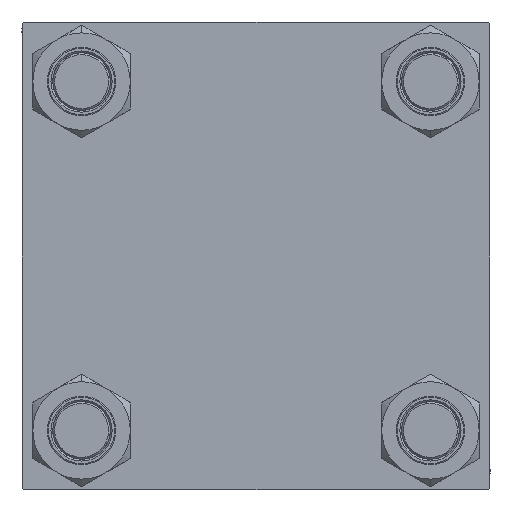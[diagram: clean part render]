
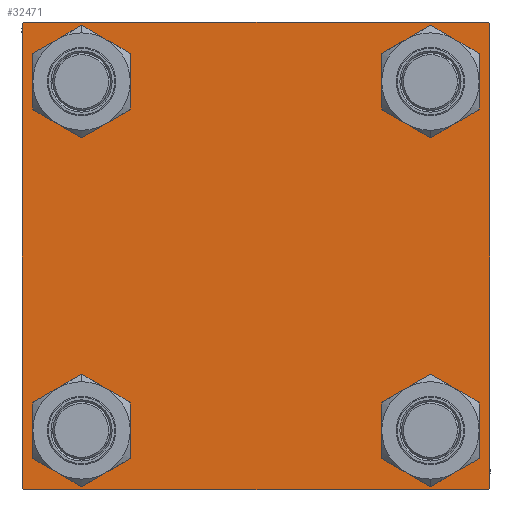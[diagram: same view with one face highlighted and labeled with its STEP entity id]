
A CAD part, left-side view. The second image highlights one B-rep face of the part: STEP entity #32471.
In plain terms, the highlighted planar face has unit normal (-1, 0, 0).
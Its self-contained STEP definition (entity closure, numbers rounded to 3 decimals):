
#194 = DIRECTION ( 'NONE',  ( 0., 0., 1. ) ) ;
#866 = ORIENTED_EDGE ( 'NONE', *, *, #37159, .T. ) ;
#1309 = CARTESIAN_POINT ( 'NONE',  ( 0., -48.45, -56.95 ) ) ;
#1435 = ORIENTED_EDGE ( 'NONE', *, *, #35168, .T. ) ;
#1701 = AXIS2_PLACEMENT_3D ( 'NONE', #46564, #34640, #31275 ) ;
#2036 = EDGE_CURVE ( 'NONE', #5964, #15385, #40157, .T. ) ;
#2336 = VERTEX_POINT ( 'NONE', #42785 ) ;
#2457 = VERTEX_POINT ( 'NONE', #11394 ) ;
#2945 = CIRCLE ( 'NONE', #31938, 8.5 ) ;
#3167 = ORIENTED_EDGE ( 'NONE', *, *, #26970, .T. ) ;
#3602 = ORIENTED_EDGE ( 'NONE', *, *, #2036, .F. ) ;
#3661 = VERTEX_POINT ( 'NONE', #30483 ) ;
#3789 = PLANE ( 'NONE',  #1701 ) ;
#4403 = CARTESIAN_POINT ( 'NONE',  ( 0., 48.45, -39.95 ) ) ;
#4497 = DIRECTION ( 'NONE',  ( 0., 0., 1. ) ) ;
#4541 = VECTOR ( 'NONE', #25378, 1000. ) ;
#5307 = CARTESIAN_POINT ( 'NONE',  ( 0., -48.45, 48.45 ) ) ;
#5535 = VERTEX_POINT ( 'NONE', #7670 ) ;
#5772 = EDGE_CURVE ( 'NONE', #40905, #15385, #18003, .T. ) ;
#5948 = CIRCLE ( 'NONE', #10095, 8.5 ) ;
#5964 = VERTEX_POINT ( 'NONE', #28345 ) ;
#6205 = DIRECTION ( 'NONE',  ( 1., 0., 0. ) ) ;
#6253 = ORIENTED_EDGE ( 'NONE', *, *, #35690, .T. ) ;
#6683 = EDGE_CURVE ( 'NONE', #46566, #46525, #12274, .T. ) ;
#6871 = CIRCLE ( 'NONE', #39144, 8.5 ) ;
#7343 = AXIS2_PLACEMENT_3D ( 'NONE', #5307, #36162, #17222 ) ;
#7670 = CARTESIAN_POINT ( 'NONE',  ( 0., 48.45, 39.95 ) ) ;
#8150 = VERTEX_POINT ( 'NONE', #23208 ) ;
#8264 = CARTESIAN_POINT ( 'NONE',  ( 0., -48.45, -48.45 ) ) ;
#8284 = DIRECTION ( 'NONE',  ( 0., 0., -1. ) ) ;
#8870 = CARTESIAN_POINT ( 'NONE',  ( 0., 65., -64.5 ) ) ;
#8919 = EDGE_CURVE ( 'NONE', #16421, #2336, #13156, .T. ) ;
#9331 = VERTEX_POINT ( 'NONE', #8870 ) ;
#9555 = LINE ( 'NONE', #22253, #4541 ) ;
#10095 = AXIS2_PLACEMENT_3D ( 'NONE', #28687, #20925, #194 ) ;
#11367 = CARTESIAN_POINT ( 'NONE',  ( 0., 64.75, -64.75 ) ) ;
#11394 = CARTESIAN_POINT ( 'NONE',  ( 0., -48.45, -39.95 ) ) ;
#11848 = EDGE_CURVE ( 'NONE', #33107, #2457, #28959, .T. ) ;
#11886 = LINE ( 'NONE', #11367, #34986 ) ;
#11932 = CIRCLE ( 'NONE', #50022, 8.5 ) ;
#12219 = DIRECTION ( 'NONE',  ( 0., 0.707, -0.707 ) ) ;
#12274 = LINE ( 'NONE', #15405, #32974 ) ;
#12906 = EDGE_LOOP ( 'NONE', ( #30430, #24232 ) ) ;
#13156 = CIRCLE ( 'NONE', #7343, 8.5 ) ;
#14315 = CARTESIAN_POINT ( 'NONE',  ( 0., 64.5, -65. ) ) ;
#14588 = DIRECTION ( 'NONE',  ( 0., 0., 1. ) ) ;
#15385 = VERTEX_POINT ( 'NONE', #38370 ) ;
#15405 = CARTESIAN_POINT ( 'NONE',  ( 0., -64.75, -64.75 ) ) ;
#15763 = VECTOR ( 'NONE', #44797, 1000. ) ;
#15865 = LINE ( 'NONE', #47745, #18408 ) ;
#16421 = VERTEX_POINT ( 'NONE', #29610 ) ;
#17015 = CARTESIAN_POINT ( 'NONE',  ( 0., -48.45, -48.45 ) ) ;
#17222 = DIRECTION ( 'NONE',  ( 0., 0., 1. ) ) ;
#18003 = LINE ( 'NONE', #26543, #41169 ) ;
#18381 = AXIS2_PLACEMENT_3D ( 'NONE', #46741, #35073, #14588 ) ;
#18408 = VECTOR ( 'NONE', #12219, 1000. ) ;
#18471 = ORIENTED_EDGE ( 'NONE', *, *, #8919, .T. ) ;
#20148 = DIRECTION ( 'NONE',  ( 1., 0., 0. ) ) ;
#20755 = DIRECTION ( 'NONE',  ( 1., 0., 0. ) ) ;
#20844 = EDGE_CURVE ( 'NONE', #9331, #33853, #11886, .T. ) ;
#20913 = DIRECTION ( 'NONE',  ( 0., 0., 1. ) ) ;
#20925 = DIRECTION ( 'NONE',  ( 1., 0., 0. ) ) ;
#21503 = EDGE_CURVE ( 'NONE', #5964, #50275, #15865, .T. ) ;
#22253 = CARTESIAN_POINT ( 'NONE',  ( 0., 65., 65. ) ) ;
#22334 = EDGE_CURVE ( 'NONE', #40905, #46525, #38690, .T. ) ;
#22707 = DIRECTION ( 'NONE',  ( 1., 0., 0. ) ) ;
#22962 = DIRECTION ( 'NONE',  ( 0., 0., 1. ) ) ;
#23208 = CARTESIAN_POINT ( 'NONE',  ( 0., 48.45, -56.95 ) ) ;
#24009 = FACE_BOUND ( 'NONE', #48552, .T. ) ;
#24028 = CIRCLE ( 'NONE', #24885, 8.5 ) ;
#24158 = ORIENTED_EDGE ( 'NONE', *, *, #20844, .T. ) ;
#24232 = ORIENTED_EDGE ( 'NONE', *, *, #11848, .T. ) ;
#24606 = CARTESIAN_POINT ( 'NONE',  ( 0., -65., 64.5 ) ) ;
#24885 = AXIS2_PLACEMENT_3D ( 'NONE', #41204, #6205, #4497 ) ;
#25340 = LINE ( 'NONE', #49442, #15763 ) ;
#25378 = DIRECTION ( 'NONE',  ( 0., 0., -1. ) ) ;
#26291 = DIRECTION ( 'NONE',  ( 0., 0.707, 0.707 ) ) ;
#26543 = CARTESIAN_POINT ( 'NONE',  ( 0., -64.75, 64.75 ) ) ;
#26683 = DIRECTION ( 'NONE',  ( 0., -0.707, -0.707 ) ) ;
#26791 = VERTEX_POINT ( 'NONE', #4403 ) ;
#26970 = EDGE_CURVE ( 'NONE', #50275, #9331, #9555, .T. ) ;
#27879 = FACE_OUTER_BOUND ( 'NONE', #31839, .T. ) ;
#27968 = VECTOR ( 'NONE', #44056, 1000. ) ;
#28345 = CARTESIAN_POINT ( 'NONE',  ( 0., 64.5, 65. ) ) ;
#28487 = DIRECTION ( 'NONE',  ( 0., 0., 1. ) ) ;
#28687 = CARTESIAN_POINT ( 'NONE',  ( 0., 48.45, 48.45 ) ) ;
#28959 = CIRCLE ( 'NONE', #37840, 8.5 ) ;
#29610 = CARTESIAN_POINT ( 'NONE',  ( 0., -48.45, 56.95 ) ) ;
#29983 = FACE_BOUND ( 'NONE', #47100, .T. ) ;
#30430 = ORIENTED_EDGE ( 'NONE', *, *, #47971, .T. ) ;
#30483 = CARTESIAN_POINT ( 'NONE',  ( 0., 48.45, 56.95 ) ) ;
#31013 = EDGE_CURVE ( 'NONE', #2336, #16421, #24028, .T. ) ;
#31275 = DIRECTION ( 'NONE',  ( 0., 0., 1. ) ) ;
#31392 = EDGE_CURVE ( 'NONE', #33853, #46566, #25340, .T. ) ;
#31482 = DIRECTION ( 'NONE',  ( 0., -0.707, 0.707 ) ) ;
#31501 = ORIENTED_EDGE ( 'NONE', *, *, #31013, .T. ) ;
#31729 = ORIENTED_EDGE ( 'NONE', *, *, #22334, .F. ) ;
#31839 = EDGE_LOOP ( 'NONE', ( #3167, #24158, #39433, #37407, #31729, #46451, #3602, #33220 ) ) ;
#31919 = EDGE_LOOP ( 'NONE', ( #39489, #6253 ) ) ;
#31938 = AXIS2_PLACEMENT_3D ( 'NONE', #8264, #32387, #28487 ) ;
#32387 = DIRECTION ( 'NONE',  ( 1., 0., 0. ) ) ;
#32471 = ADVANCED_FACE ( 'NONE', ( #29983, #45797, #47336, #24009, #27879 ), #3789, .T. ) ;
#32675 = CARTESIAN_POINT ( 'NONE',  ( 0., 48.45, 48.45 ) ) ;
#32974 = VECTOR ( 'NONE', #31482, 1000. ) ;
#33107 = VERTEX_POINT ( 'NONE', #1309 ) ;
#33220 = ORIENTED_EDGE ( 'NONE', *, *, #21503, .T. ) ;
#33853 = VERTEX_POINT ( 'NONE', #14315 ) ;
#34110 = CARTESIAN_POINT ( 'NONE',  ( 0., 48.45, -48.45 ) ) ;
#34640 = DIRECTION ( 'NONE',  ( -1., 0., 0. ) ) ;
#34986 = VECTOR ( 'NONE', #26683, 1000. ) ;
#35073 = DIRECTION ( 'NONE',  ( 1., 0., 0. ) ) ;
#35168 = EDGE_CURVE ( 'NONE', #5535, #3661, #5948, .T. ) ;
#35690 = EDGE_CURVE ( 'NONE', #8150, #26791, #48185, .T. ) ;
#36162 = DIRECTION ( 'NONE',  ( 1., 0., 0. ) ) ;
#37133 = CARTESIAN_POINT ( 'NONE',  ( 0., -64.5, -65. ) ) ;
#37159 = EDGE_CURVE ( 'NONE', #3661, #5535, #6871, .T. ) ;
#37407 = ORIENTED_EDGE ( 'NONE', *, *, #6683, .T. ) ;
#37840 = AXIS2_PLACEMENT_3D ( 'NONE', #17015, #20148, #20913 ) ;
#38370 = CARTESIAN_POINT ( 'NONE',  ( 0., -64.5, 65. ) ) ;
#38690 = LINE ( 'NONE', #50890, #47423 ) ;
#39144 = AXIS2_PLACEMENT_3D ( 'NONE', #32675, #20755, #44855 ) ;
#39433 = ORIENTED_EDGE ( 'NONE', *, *, #31392, .T. ) ;
#39489 = ORIENTED_EDGE ( 'NONE', *, *, #44103, .T. ) ;
#40157 = LINE ( 'NONE', #40661, #27968 ) ;
#40661 = CARTESIAN_POINT ( 'NONE',  ( 0., 65., 65. ) ) ;
#40772 = CARTESIAN_POINT ( 'NONE',  ( 0., -65., -64.5 ) ) ;
#40905 = VERTEX_POINT ( 'NONE', #24606 ) ;
#41169 = VECTOR ( 'NONE', #26291, 1000. ) ;
#41204 = CARTESIAN_POINT ( 'NONE',  ( 0., -48.45, 48.45 ) ) ;
#42785 = CARTESIAN_POINT ( 'NONE',  ( 0., -48.45, 39.95 ) ) ;
#44056 = DIRECTION ( 'NONE',  ( 0., -1., 0. ) ) ;
#44103 = EDGE_CURVE ( 'NONE', #26791, #8150, #11932, .T. ) ;
#44797 = DIRECTION ( 'NONE',  ( 0., -1., 0. ) ) ;
#44855 = DIRECTION ( 'NONE',  ( 0., 0., 1. ) ) ;
#45797 = FACE_BOUND ( 'NONE', #12906, .T. ) ;
#46451 = ORIENTED_EDGE ( 'NONE', *, *, #5772, .T. ) ;
#46525 = VERTEX_POINT ( 'NONE', #40772 ) ;
#46564 = CARTESIAN_POINT ( 'NONE',  ( 0., 0., 0. ) ) ;
#46566 = VERTEX_POINT ( 'NONE', #37133 ) ;
#46741 = CARTESIAN_POINT ( 'NONE',  ( 0., 48.45, -48.45 ) ) ;
#47100 = EDGE_LOOP ( 'NONE', ( #18471, #31501 ) ) ;
#47336 = FACE_BOUND ( 'NONE', #31919, .T. ) ;
#47423 = VECTOR ( 'NONE', #8284, 1000. ) ;
#47745 = CARTESIAN_POINT ( 'NONE',  ( 0., 64.75, 64.75 ) ) ;
#47971 = EDGE_CURVE ( 'NONE', #2457, #33107, #2945, .T. ) ;
#48185 = CIRCLE ( 'NONE', #18381, 8.5 ) ;
#48552 = EDGE_LOOP ( 'NONE', ( #866, #1435 ) ) ;
#49442 = CARTESIAN_POINT ( 'NONE',  ( 0., 65., -65. ) ) ;
#49927 = CARTESIAN_POINT ( 'NONE',  ( 0., 65., 64.5 ) ) ;
#50022 = AXIS2_PLACEMENT_3D ( 'NONE', #34110, #22707, #22962 ) ;
#50275 = VERTEX_POINT ( 'NONE', #49927 ) ;
#50890 = CARTESIAN_POINT ( 'NONE',  ( 0., -65., 65. ) ) ;
